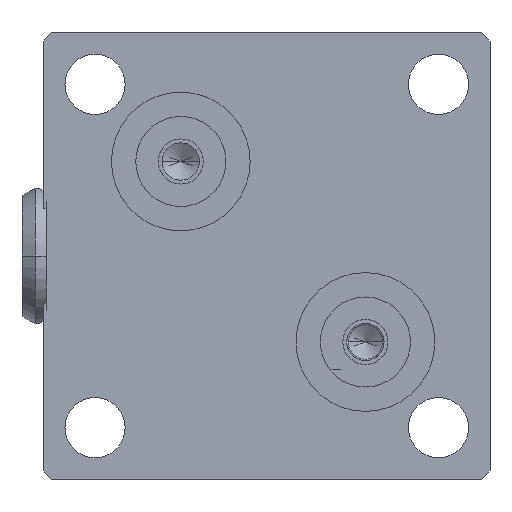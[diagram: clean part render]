
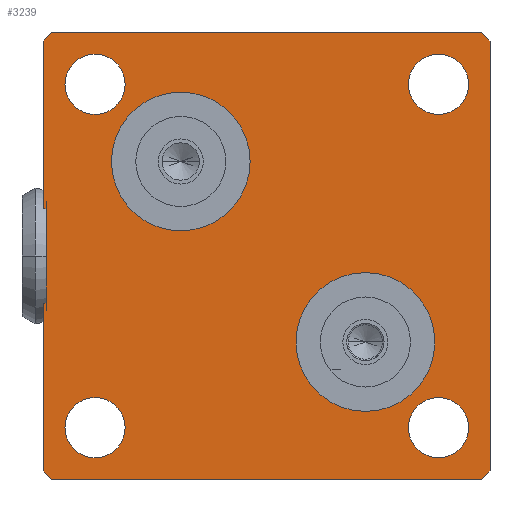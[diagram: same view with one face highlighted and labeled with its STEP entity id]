
A CAD part, front view. The second image highlights one B-rep face of the part: STEP entity #3239.
In plain terms, the highlighted planar face has unit normal (0, -1, 0).
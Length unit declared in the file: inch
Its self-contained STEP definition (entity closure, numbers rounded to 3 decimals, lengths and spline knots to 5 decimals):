
#86=DIRECTION('',(1.,0.,0.));
#87=VECTOR('',#86,1.565);
#88=CARTESIAN_POINT('',(-0.7825,-0.654,-0.8125));
#89=LINE('',#88,#87);
#135=DIRECTION('',(0.,0.,-1.));
#136=VECTOR('',#135,0.61115);
#137=CARTESIAN_POINT('',(-0.8125,-0.654,-0.17135));
#138=LINE('',#137,#136);
#183=DIRECTION('',(0.,0.,-1.));
#184=VECTOR('',#183,0.61015);
#185=CARTESIAN_POINT('',(-0.8125,-0.654,0.7825));
#186=LINE('',#185,#184);
#197=CARTESIAN_POINT('',(-0.625,-0.654,-0.625));
#198=DIRECTION('',(0.,1.,0.));
#199=DIRECTION('',(1.,0.,0.));
#200=AXIS2_PLACEMENT_3D('',#197,#198,#199);
#202=CARTESIAN_POINT('',(-0.625,-0.654,-0.625));
#203=DIRECTION('',(0.,1.,0.));
#204=DIRECTION('',(-1.,0.,0.));
#205=AXIS2_PLACEMENT_3D('',#202,#203,#204);
#207=CARTESIAN_POINT('',(-0.625,-0.654,0.625));
#208=DIRECTION('',(0.,1.,0.));
#209=DIRECTION('',(1.,0.,0.));
#210=AXIS2_PLACEMENT_3D('',#207,#208,#209);
#212=CARTESIAN_POINT('',(-0.625,-0.654,0.625));
#213=DIRECTION('',(0.,1.,0.));
#214=DIRECTION('',(-1.,0.,0.));
#215=AXIS2_PLACEMENT_3D('',#212,#213,#214);
#217=CARTESIAN_POINT('',(0.625,-0.654,0.625));
#218=DIRECTION('',(0.,1.,0.));
#219=DIRECTION('',(1.,0.,0.));
#220=AXIS2_PLACEMENT_3D('',#217,#218,#219);
#222=CARTESIAN_POINT('',(0.625,-0.654,0.625));
#223=DIRECTION('',(0.,1.,0.));
#224=DIRECTION('',(-1.,0.,0.));
#225=AXIS2_PLACEMENT_3D('',#222,#223,#224);
#227=CARTESIAN_POINT('',(0.625,-0.654,-0.625));
#228=DIRECTION('',(0.,1.,0.));
#229=DIRECTION('',(1.,0.,0.));
#230=AXIS2_PLACEMENT_3D('',#227,#228,#229);
#232=CARTESIAN_POINT('',(0.625,-0.654,-0.625));
#233=DIRECTION('',(0.,1.,0.));
#234=DIRECTION('',(-1.,0.,0.));
#235=AXIS2_PLACEMENT_3D('',#232,#233,#234);
#237=DIRECTION('',(0.,0.,-1.));
#238=VECTOR('',#237,0.34369);
#239=CARTESIAN_POINT('',(-0.8025,-0.654,0.17235));
#240=LINE('',#239,#238);
#241=DIRECTION('',(-1.,0.,0.));
#242=VECTOR('',#241,0.01);
#243=CARTESIAN_POINT('',(-0.8025,-0.654,0.17235));
#244=LINE('',#243,#242);
#245=DIRECTION('',(-0.707,0.,-0.707));
#246=VECTOR('',#245,0.04243);
#247=CARTESIAN_POINT('',(-0.7825,-0.654,0.8125));
#248=LINE('',#247,#246);
#249=DIRECTION('',(1.,0.,0.));
#250=VECTOR('',#249,1.565);
#251=CARTESIAN_POINT('',(-0.7825,-0.654,0.8125));
#252=LINE('',#251,#250);
#253=DIRECTION('',(-0.707,0.,0.707));
#254=VECTOR('',#253,0.04243);
#255=CARTESIAN_POINT('',(0.8125,-0.654,0.7825));
#256=LINE('',#255,#254);
#257=DIRECTION('',(0.707,0.,0.707));
#258=VECTOR('',#257,0.04243);
#259=CARTESIAN_POINT('',(0.7825,-0.654,-0.8125));
#260=LINE('',#259,#258);
#261=DIRECTION('',(0.707,0.,-0.707));
#262=VECTOR('',#261,0.04243);
#263=CARTESIAN_POINT('',(-0.8125,-0.654,-0.7825));
#264=LINE('',#263,#262);
#265=DIRECTION('',(-1.,0.,0.));
#266=VECTOR('',#265,0.01);
#267=CARTESIAN_POINT('',(-0.8025,-0.654,-0.17135));
#268=LINE('',#267,#266);
#269=CARTESIAN_POINT('',(-0.313,-0.654,0.344));
#270=DIRECTION('',(0.,-1.,0.));
#271=DIRECTION('',(-1.,0.,0.));
#272=AXIS2_PLACEMENT_3D('',#269,#270,#271);
#274=CARTESIAN_POINT('',(-0.313,-0.654,0.344));
#275=DIRECTION('',(0.,-1.,0.));
#276=DIRECTION('',(1.,0.,0.));
#277=AXIS2_PLACEMENT_3D('',#274,#275,#276);
#279=CARTESIAN_POINT('',(0.359,-0.654,-0.313));
#280=DIRECTION('',(0.,-1.,0.));
#281=DIRECTION('',(-1.,0.,0.));
#282=AXIS2_PLACEMENT_3D('',#279,#280,#281);
#284=CARTESIAN_POINT('',(0.359,-0.654,-0.313));
#285=DIRECTION('',(0.,-1.,0.));
#286=DIRECTION('',(1.,0.,0.));
#287=AXIS2_PLACEMENT_3D('',#284,#285,#286);
#820=DIRECTION('',(0.,0.,-1.));
#821=VECTOR('',#820,1.565);
#822=CARTESIAN_POINT('',(0.8125,-0.654,0.7825));
#823=LINE('',#822,#821);
#2654=CARTESIAN_POINT('',(0.8125,-0.654,0.7825));
#2655=CARTESIAN_POINT('',(0.7825,-0.654,0.8125));
#2656=VERTEX_POINT('',#2654);
#2657=VERTEX_POINT('',#2655);
#2658=CARTESIAN_POINT('',(0.7825,-0.654,-0.8125));
#2659=CARTESIAN_POINT('',(0.8125,-0.654,-0.7825));
#2660=VERTEX_POINT('',#2658);
#2661=VERTEX_POINT('',#2659);
#2662=CARTESIAN_POINT('',(-0.7825,-0.654,0.8125));
#2663=CARTESIAN_POINT('',(-0.8125,-0.654,0.7825));
#2664=VERTEX_POINT('',#2662);
#2665=VERTEX_POINT('',#2663);
#2666=CARTESIAN_POINT('',(-0.8125,-0.654,-0.7825));
#2667=CARTESIAN_POINT('',(-0.7825,-0.654,-0.8125));
#2668=VERTEX_POINT('',#2666);
#2669=VERTEX_POINT('',#2667);
#2670=CARTESIAN_POINT('',(-0.5155,-0.654,-0.625));
#2671=CARTESIAN_POINT('',(-0.7345,-0.654,-0.625));
#2672=VERTEX_POINT('',#2670);
#2673=VERTEX_POINT('',#2671);
#2674=CARTESIAN_POINT('',(-0.5155,-0.654,0.625));
#2675=CARTESIAN_POINT('',(-0.7345,-0.654,0.625));
#2676=VERTEX_POINT('',#2674);
#2677=VERTEX_POINT('',#2675);
#2678=CARTESIAN_POINT('',(0.7345,-0.654,0.625));
#2679=CARTESIAN_POINT('',(0.5155,-0.654,0.625));
#2680=VERTEX_POINT('',#2678);
#2681=VERTEX_POINT('',#2679);
#2682=CARTESIAN_POINT('',(0.7345,-0.654,-0.625));
#2683=CARTESIAN_POINT('',(0.5155,-0.654,-0.625));
#2684=VERTEX_POINT('',#2682);
#2685=VERTEX_POINT('',#2683);
#2796=CARTESIAN_POINT('',(-0.8025,-0.654,0.17235));
#2797=CARTESIAN_POINT('',(-0.8025,-0.654,-0.17135));
#2798=VERTEX_POINT('',#2796);
#2799=VERTEX_POINT('',#2797);
#2800=CARTESIAN_POINT('',(-0.8125,-0.654,-0.17135));
#2801=VERTEX_POINT('',#2800);
#2802=CARTESIAN_POINT('',(-0.8125,-0.654,0.17235));
#2803=VERTEX_POINT('',#2802);
#2818=CARTESIAN_POINT('',(-0.5655,-0.654,0.344));
#2819=VERTEX_POINT('',#2818);
#2820=CARTESIAN_POINT('',(-0.0605,-0.654,0.344));
#2821=VERTEX_POINT('',#2820);
#2850=CARTESIAN_POINT('',(0.1065,-0.654,-0.313));
#2851=VERTEX_POINT('',#2850);
#2852=CARTESIAN_POINT('',(0.6115,-0.654,-0.313));
#2853=VERTEX_POINT('',#2852);
#3178=CARTESIAN_POINT('',(-0.8125,-0.654,0.8125));
#3179=DIRECTION('',(0.,-1.,0.));
#3180=DIRECTION('',(0.,0.,-1.));
#3181=AXIS2_PLACEMENT_3D('',#3178,#3179,#3180);
#3182=PLANE('',#3181);
#3184=ORIENTED_EDGE('',*,*,#3183,.F.);
#3185=ORIENTED_EDGE('',*,*,#3169,.T.);
#3186=ORIENTED_EDGE('',*,*,#3158,.F.);
#3188=ORIENTED_EDGE('',*,*,#3187,.F.);
#3190=ORIENTED_EDGE('',*,*,#3189,.T.);
#3192=ORIENTED_EDGE('',*,*,#3191,.F.);
#3194=ORIENTED_EDGE('',*,*,#3193,.T.);
#3196=ORIENTED_EDGE('',*,*,#3195,.F.);
#3197=ORIENTED_EDGE('',*,*,#3104,.F.);
#3198=ORIENTED_EDGE('',*,*,#3131,.F.);
#3199=ORIENTED_EDGE('',*,*,#3144,.F.);
#3200=ORIENTED_EDGE('',*,*,#3173,.F.);
#3201=EDGE_LOOP('',(#3184,#3185,#3186,#3188,#3190,#3192,#3194,#3196,#3197,#3198,
#3199,#3200));
#3202=FACE_OUTER_BOUND('',#3201,.F.);
#3204=ORIENTED_EDGE('',*,*,#3203,.F.);
#3206=ORIENTED_EDGE('',*,*,#3205,.F.);
#3207=EDGE_LOOP('',(#3204,#3206));
#3208=FACE_BOUND('',#3207,.F.);
#3210=ORIENTED_EDGE('',*,*,#3209,.F.);
#3212=ORIENTED_EDGE('',*,*,#3211,.F.);
#3213=EDGE_LOOP('',(#3210,#3212));
#3214=FACE_BOUND('',#3213,.F.);
#3216=ORIENTED_EDGE('',*,*,#3215,.F.);
#3218=ORIENTED_EDGE('',*,*,#3217,.F.);
#3219=EDGE_LOOP('',(#3216,#3218));
#3220=FACE_BOUND('',#3219,.F.);
#3222=ORIENTED_EDGE('',*,*,#3221,.F.);
#3224=ORIENTED_EDGE('',*,*,#3223,.F.);
#3225=EDGE_LOOP('',(#3222,#3224));
#3226=FACE_BOUND('',#3225,.F.);
#3228=ORIENTED_EDGE('',*,*,#3227,.T.);
#3230=ORIENTED_EDGE('',*,*,#3229,.T.);
#3231=EDGE_LOOP('',(#3228,#3230));
#3232=FACE_BOUND('',#3231,.F.);
#3234=ORIENTED_EDGE('',*,*,#3233,.T.);
#3236=ORIENTED_EDGE('',*,*,#3235,.T.);
#3237=EDGE_LOOP('',(#3234,#3236));
#3238=FACE_BOUND('',#3237,.F.);
#201=CIRCLE('',#200,0.1095);
#206=CIRCLE('',#205,0.1095);
#211=CIRCLE('',#210,0.1095);
#216=CIRCLE('',#215,0.1095);
#221=CIRCLE('',#220,0.1095);
#226=CIRCLE('',#225,0.1095);
#231=CIRCLE('',#230,0.1095);
#236=CIRCLE('',#235,0.1095);
#273=CIRCLE('',#272,0.2525);
#278=CIRCLE('',#277,0.2525);
#283=CIRCLE('',#282,0.2525);
#288=CIRCLE('',#287,0.2525);
#3104=EDGE_CURVE('',#2669,#2660,#89,.T.);
#3131=EDGE_CURVE('',#2668,#2669,#264,.T.);
#3144=EDGE_CURVE('',#2801,#2668,#138,.T.);
#3158=EDGE_CURVE('',#2665,#2803,#186,.T.);
#3169=EDGE_CURVE('',#2798,#2803,#244,.T.);
#3173=EDGE_CURVE('',#2799,#2801,#268,.T.);
#3183=EDGE_CURVE('',#2798,#2799,#240,.T.);
#3187=EDGE_CURVE('',#2664,#2665,#248,.T.);
#3189=EDGE_CURVE('',#2664,#2657,#252,.T.);
#3191=EDGE_CURVE('',#2656,#2657,#256,.T.);
#3193=EDGE_CURVE('',#2656,#2661,#823,.T.);
#3195=EDGE_CURVE('',#2660,#2661,#260,.T.);
#3203=EDGE_CURVE('',#2676,#2677,#211,.T.);
#3205=EDGE_CURVE('',#2677,#2676,#216,.T.);
#3209=EDGE_CURVE('',#2680,#2681,#221,.T.);
#3211=EDGE_CURVE('',#2681,#2680,#226,.T.);
#3215=EDGE_CURVE('',#2684,#2685,#231,.T.);
#3217=EDGE_CURVE('',#2685,#2684,#236,.T.);
#3221=EDGE_CURVE('',#2672,#2673,#201,.T.);
#3223=EDGE_CURVE('',#2673,#2672,#206,.T.);
#3227=EDGE_CURVE('',#2819,#2821,#273,.T.);
#3229=EDGE_CURVE('',#2821,#2819,#278,.T.);
#3233=EDGE_CURVE('',#2851,#2853,#283,.T.);
#3235=EDGE_CURVE('',#2853,#2851,#288,.T.);
#3239=ADVANCED_FACE('',(#3202,#3208,#3214,#3220,#3226,#3232,#3238),#3182,.T.);
